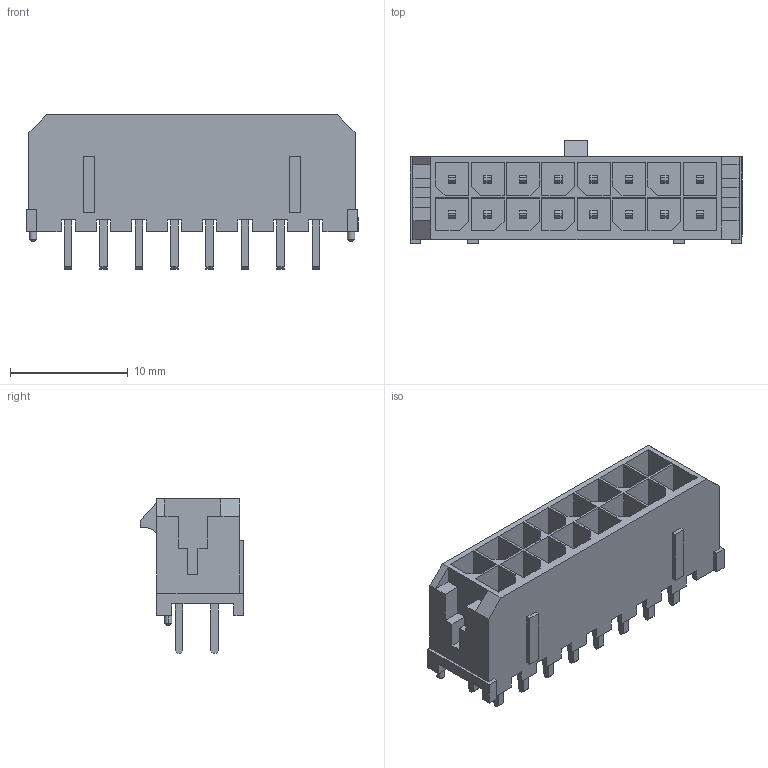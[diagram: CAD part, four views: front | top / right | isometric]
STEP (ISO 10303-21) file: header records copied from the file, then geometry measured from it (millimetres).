
FILE_DESCRIPTION (( 'STEP AP214' ), '1' );
FILE_NAME ('CONN-TH_430451612.step', '2022-08-03T17:13:18', ( '' ), ( '' ), 'SwSTEP 2.0', 'SolidWorks 2020', '' );
FILE_SCHEMA (( 'AUTOMOTIVE_DESIGN' ));
Length unit declared in the file: millimetre
Products named in the file (1): CONN-TH_430451612
Bounding box: 28.15 x 8.77 x 13.09 mm (x, y, z)
Volume: 922.4 mm3; surface area: 2727.9 mm2
Topology: 14 solids, 14 shells, 749 faces, 1977 edges, 1314 vertices
Faces by surface type: plane 626, bspline 114, cylinder 5, cone 4
Entity records: 29521 total; most frequent: CARTESIAN_POINT 6409, ORIENTED_EDGE 3954, DIRECTION 3031, EDGE_CURVE 1977, LINE 1727, VECTOR 1727, VERTEX_POINT 1314, EDGE_LOOP 819
